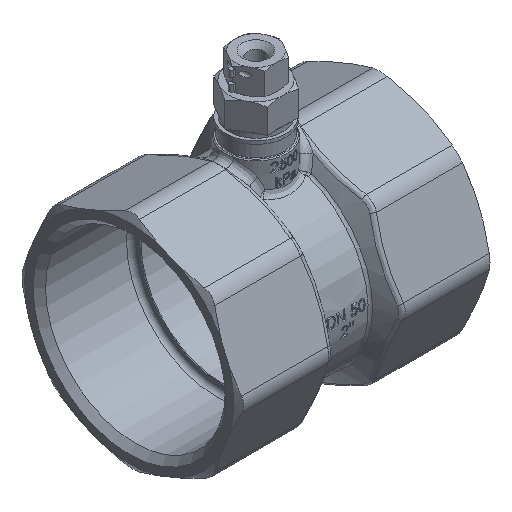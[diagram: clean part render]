
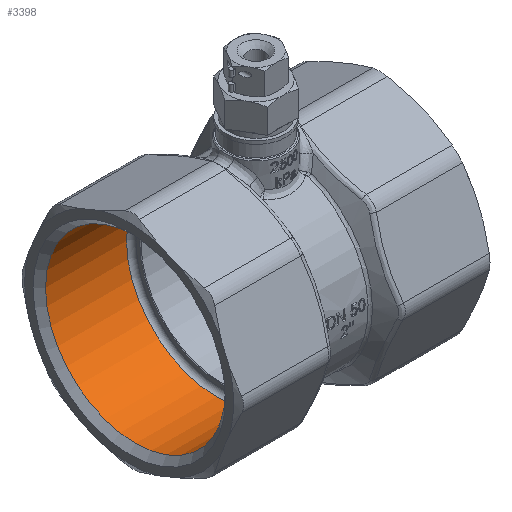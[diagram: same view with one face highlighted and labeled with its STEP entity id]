
A CAD part, isometric view. The second image highlights one B-rep face of the part: STEP entity #3398.
In plain terms, the highlighted cylindrical face has radius 28.395 mm (diameter 56.79 mm), a full revolution.
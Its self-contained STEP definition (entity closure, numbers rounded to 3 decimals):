
#2332=FACE_BOUND('',#4993,.T.);
#2333=FACE_BOUND('',#4994,.T.);
#2774=CIRCLE('',#13169,28.395);
#2775=CIRCLE('',#13170,28.395);
#3398=ADVANCED_FACE('',(#2332,#2333),#3758,.F.);
#3758=CYLINDRICAL_SURFACE('',#13171,28.395);
#4993=EDGE_LOOP('',(#8022));
#4994=EDGE_LOOP('',(#8023));
#8022=ORIENTED_EDGE('',*,*,#11372,.T.);
#8023=ORIENTED_EDGE('',*,*,#11373,.F.);
#9698=VERTEX_POINT('',#28467);
#9699=VERTEX_POINT('',#28469);
#11372=EDGE_CURVE('',#9698,#9698,#2774,.T.);
#11373=EDGE_CURVE('',#9699,#9699,#2775,.T.);
#13169=AXIS2_PLACEMENT_3D('',#28466,#15400,#15401);
#13170=AXIS2_PLACEMENT_3D('',#28468,#15402,#15403);
#13171=AXIS2_PLACEMENT_3D('',#28470,#15404,#15405);
#15400=DIRECTION('',(1.,0.,0.));
#15401=DIRECTION('',(0.,0.,-1.));
#15402=DIRECTION('',(1.,0.,0.));
#15403=DIRECTION('',(0.,0.,-1.));
#15404=DIRECTION('',(1.,0.,0.));
#15405=DIRECTION('',(0.,0.,-1.));
#28466=CARTESIAN_POINT('',(-12.5,0.,0.));
#28467=CARTESIAN_POINT('',(-12.5,0.,-28.395));
#28468=CARTESIAN_POINT('',(-38.07,0.,0.));
#28469=CARTESIAN_POINT('',(-38.07,0.,-28.395));
#28470=CARTESIAN_POINT('',(0.,0.,0.));
